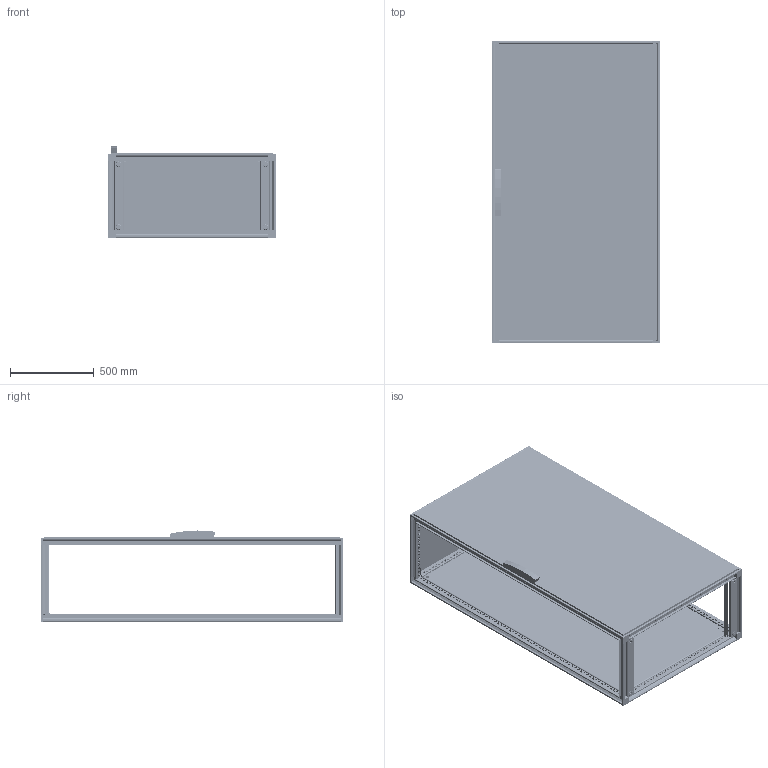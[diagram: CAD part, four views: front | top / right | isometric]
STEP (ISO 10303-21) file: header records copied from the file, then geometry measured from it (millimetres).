
FILE_DESCRIPTION(('STEP AP242'),'1');
FILE_NAME('nsysf181050p.stp','2019-01-07T16:07:04',('TraceParts'),('TraceParts S.A.'),'Spatial InterOp 3D',' ',' ');
FILE_SCHEMA(('AP242_MANAGED_MODEL_BASED_3D_ENGINEERING_MIM_LF {1 0 10303 442 1 1 4}'));
Length unit declared in the file: millimetre
Products named in the file (1): nsysf181050p_1
Bounding box: 1000 x 1801.5 x 542.82 mm (x, y, z)
Volume: 18118350.1 mm3; surface area: 15842077.5 mm2
Topology: 3 solids, 3 shells, 9274 faces, 26679 edges, 17230 vertices
Faces by surface type: plane 4931, cylinder 4335, torus 8
Entity records: 313848 total; most frequent: CARTESIAN_POINT 53782, DIRECTION 53675, ORIENTED_EDGE 53358, EDGE_CURVE 26679, LINE 18165, VECTOR 18165, AXIS2_PLACEMENT_3D 17755, VERTEX_POINT 17230
